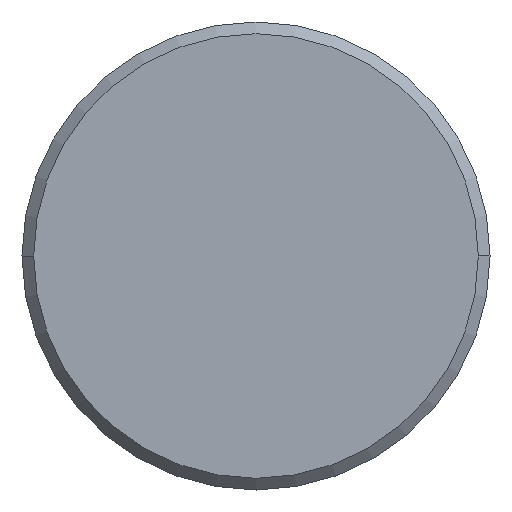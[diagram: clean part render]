
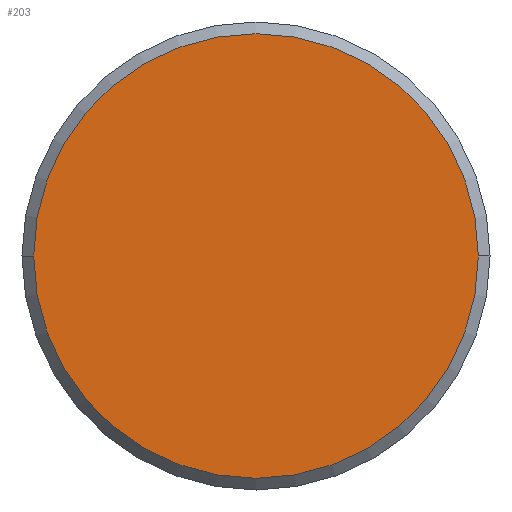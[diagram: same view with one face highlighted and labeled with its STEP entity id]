
A CAD part, left-side view. The second image highlights one B-rep face of the part: STEP entity #203.
In plain terms, the highlighted planar face has unit normal (-1, 0, 0).
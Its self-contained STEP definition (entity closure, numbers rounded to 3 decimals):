
#33 = DIRECTION ( 'NONE',  ( 0., 1., 0. ) ) ;
#62 = AXIS2_PLACEMENT_3D ( 'NONE', #154, #406, #186 ) ;
#80 = DIRECTION ( 'NONE',  ( 0., -1., 0. ) ) ;
#98 = AXIS2_PLACEMENT_3D ( 'NONE', #303, #466, #80 ) ;
#121 = CARTESIAN_POINT ( 'NONE',  ( -50., -9.5, 0. ) ) ;
#141 = ORIENTED_EDGE ( 'NONE', *, *, #471, .F. ) ;
#154 = CARTESIAN_POINT ( 'NONE',  ( -50., 0., 0. ) ) ;
#168 = ORIENTED_EDGE ( 'NONE', *, *, #417, .F. ) ;
#186 = DIRECTION ( 'NONE',  ( 0., 1., 0. ) ) ;
#203 = ADVANCED_FACE ( 'NONE', ( #360 ), #412, .T. ) ;
#256 = DIRECTION ( 'NONE',  ( 1., 0., 0. ) ) ;
#271 = CIRCLE ( 'NONE', #62, 9.5 ) ;
#274 = VERTEX_POINT ( 'NONE', #121 ) ;
#292 = VERTEX_POINT ( 'NONE', #373 ) ;
#303 = CARTESIAN_POINT ( 'NONE',  ( -50., 0., 0. ) ) ;
#306 = CIRCLE ( 'NONE', #445, 9.5 ) ;
#360 = FACE_OUTER_BOUND ( 'NONE', #413, .T. ) ;
#373 = CARTESIAN_POINT ( 'NONE',  ( -50., 9.5, 0. ) ) ;
#406 = DIRECTION ( 'NONE',  ( 1., 0., 0. ) ) ;
#412 = PLANE ( 'NONE',  #98 ) ;
#413 = EDGE_LOOP ( 'NONE', ( #141, #168 ) ) ;
#417 = EDGE_CURVE ( 'NONE', #274, #292, #306, .T. ) ;
#445 = AXIS2_PLACEMENT_3D ( 'NONE', #473, #256, #33 ) ;
#466 = DIRECTION ( 'NONE',  ( -1., 0., 0. ) ) ;
#471 = EDGE_CURVE ( 'NONE', #292, #274, #271, .T. ) ;
#473 = CARTESIAN_POINT ( 'NONE',  ( -50., 0., 0. ) ) ;
